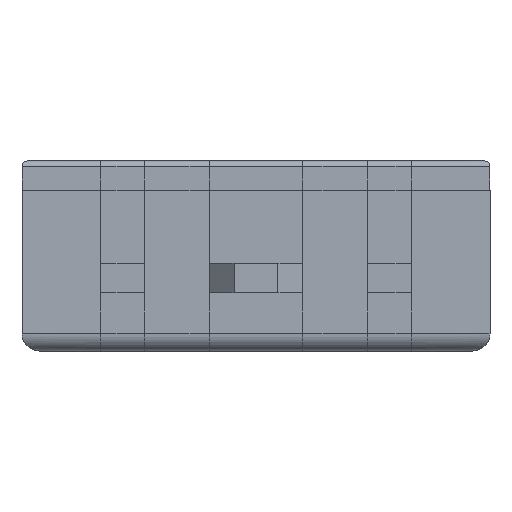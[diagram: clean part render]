
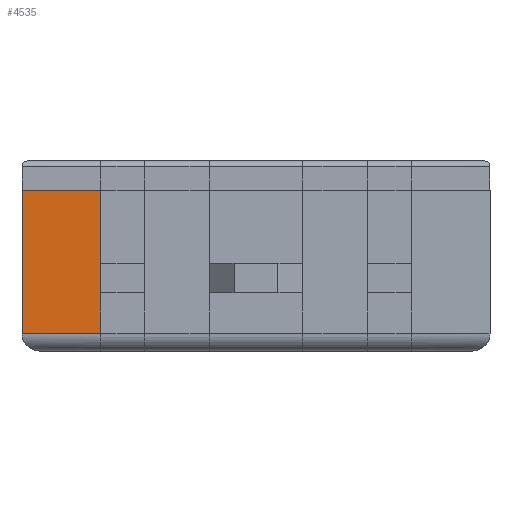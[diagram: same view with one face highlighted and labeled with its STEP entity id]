
A CAD part, front view. The second image highlights one B-rep face of the part: STEP entity #4535.
In plain terms, the highlighted planar face has unit normal (0, -1, 0).
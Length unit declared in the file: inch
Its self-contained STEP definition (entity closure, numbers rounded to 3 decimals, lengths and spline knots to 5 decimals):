
#1263 = DIRECTION ( 'NONE',  ( -1., 0., 0. ) ) ;
#1264 = VECTOR ( 'NONE', #1263, 39.37008 ) ;
#1265 = CARTESIAN_POINT ( 'NONE',  ( 0.05295, 0., 0.0689 ) ) ;
#1266 = LINE ( 'NONE', #1265, #1264 ) ;
#1268 = CARTESIAN_POINT ( 'NONE',  ( 0.05295, 0., 0.0689 ) ) ;
#1269 = DIRECTION ( 'NONE',  ( 0., 0., -1. ) ) ;
#1270 = VECTOR ( 'NONE', #1269, 39.37008 ) ;
#1271 = CARTESIAN_POINT ( 'NONE',  ( 0.05295, 0., 0.0689 ) ) ;
#1272 = LINE ( 'NONE', #1271, #1270 ) ;
#1285 = FACE_OUTER_BOUND ( 'NONE', #4536, .T. ) ;
#1295 = CARTESIAN_POINT ( 'NONE',  ( 0.05295, 0., 0. ) ) ;
#1296 = CARTESIAN_POINT ( 'NONE',  ( 0.05295, 0., -0.02756 ) ) ;
#1297 = DIRECTION ( 'NONE',  ( 0., 0., 1. ) ) ;
#1298 = VECTOR ( 'NONE', #1297, 39.37008 ) ;
#1299 = CARTESIAN_POINT ( 'NONE',  ( 0.05295, 0., -0.03937 ) ) ;
#1304 = LINE ( 'NONE', #1299, #1298 ) ;
#1309 = CARTESIAN_POINT ( 'NONE',  ( 0., 0., -0.02756 ) ) ;
#1310 = DIRECTION ( 'NONE',  ( 0., 0., 1. ) ) ;
#1311 = VECTOR ( 'NONE', #1310, 39.37008 ) ;
#1312 = CARTESIAN_POINT ( 'NONE',  ( 0., 0., -0.03937 ) ) ;
#1313 = DIRECTION ( 'NONE',  ( 0., 0., 1. ) ) ;
#1314 = DIRECTION ( 'NONE',  ( 0., 1., 0. ) ) ;
#1315 = CARTESIAN_POINT ( 'NONE',  ( 0.05295, 0., -0.03937 ) ) ;
#1316 = AXIS2_PLACEMENT_3D ( 'NONE', #1315, #1314, #1313 ) ;
#1317 = LINE ( 'NONE', #1312, #1311 ) ;
#1318 = PLANE ( 'NONE',  #1316 ) ;
#1479 = CARTESIAN_POINT ( 'NONE',  ( 0., 0., 0.0689 ) ) ;
#1524 = DIRECTION ( 'NONE',  ( 0., 0., -1. ) ) ;
#1525 = VECTOR ( 'NONE', #1524, 39.37008 ) ;
#1526 = CARTESIAN_POINT ( 'NONE',  ( 0.05295, 0., 0.01969 ) ) ;
#1527 = LINE ( 'NONE', #1526, #1525 ) ;
#1528 = DIRECTION ( 'NONE',  ( 1., 0., 0. ) ) ;
#1529 = VECTOR ( 'NONE', #1528, 39.37008 ) ;
#1530 = CARTESIAN_POINT ( 'NONE',  ( 0.05295, 0., -0.02756 ) ) ;
#1531 = LINE ( 'NONE', #1530, #1529 ) ;
#3398 = CARTESIAN_POINT ( 'NONE',  ( 0.05295, 0., 0.01969 ) ) ;
#4519 = EDGE_CURVE ( 'NONE', #4520, #8275, #1272, .T. ) ;
#4520 = VERTEX_POINT ( 'NONE', #1268 ) ;
#4521 = ORIENTED_EDGE ( 'NONE', *, *, #4522, .T. ) ;
#4522 = EDGE_CURVE ( 'NONE', #4520, #4596, #1266, .T. ) ;
#4527 = EDGE_CURVE ( 'NONE', #4528, #4529, #1304, .T. ) ;
#4528 = VERTEX_POINT ( 'NONE', #1296 ) ;
#4529 = VERTEX_POINT ( 'NONE', #1295 ) ;
#4535 = ADVANCED_FACE ( 'NONE', ( #1285 ), #1318, .F. ) ;
#4536 = EDGE_LOOP ( 'NONE', ( #4537, #4597, #4599, #4600, #8274, #4521 ) ) ;
#4537 = ORIENTED_EDGE ( 'NONE', *, *, #4538, .F. ) ;
#4538 = EDGE_CURVE ( 'NONE', #4539, #4596, #1317, .T. ) ;
#4539 = VERTEX_POINT ( 'NONE', #1309 ) ;
#4596 = VERTEX_POINT ( 'NONE', #1479 ) ;
#4597 = ORIENTED_EDGE ( 'NONE', *, *, #4598, .T. ) ;
#4598 = EDGE_CURVE ( 'NONE', #4539, #4528, #1531, .T. ) ;
#4599 = ORIENTED_EDGE ( 'NONE', *, *, #4527, .T. ) ;
#4600 = ORIENTED_EDGE ( 'NONE', *, *, #4601, .F. ) ;
#4601 = EDGE_CURVE ( 'NONE', #8275, #4529, #1527, .T. ) ;
#8274 = ORIENTED_EDGE ( 'NONE', *, *, #4519, .F. ) ;
#8275 = VERTEX_POINT ( 'NONE', #3398 ) ;
